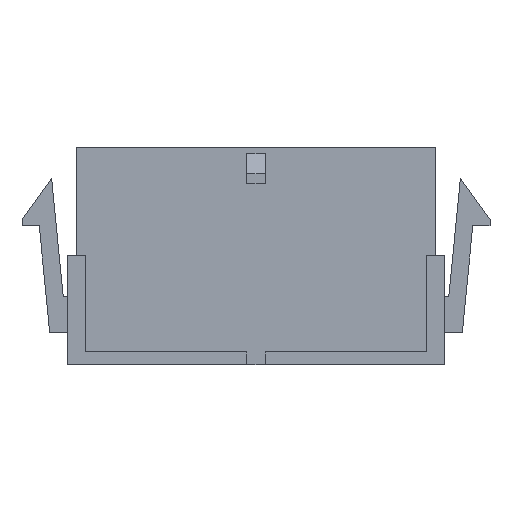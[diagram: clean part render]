
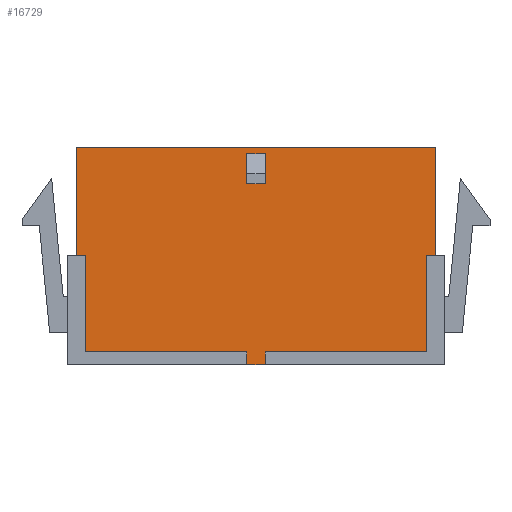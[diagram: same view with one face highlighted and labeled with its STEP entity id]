
A CAD part, front view. The second image highlights one B-rep face of the part: STEP entity #16729.
In plain terms, the highlighted planar face has unit normal (0, -1, 0).
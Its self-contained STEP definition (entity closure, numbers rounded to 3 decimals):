
#1512=ORIENTED_EDGE('',*,*,#6283,.T.);
#1513=ORIENTED_EDGE('',*,*,#6284,.T.);
#1514=ORIENTED_EDGE('',*,*,#6285,.F.);
#1515=ORIENTED_EDGE('',*,*,#6286,.F.);
#1516=ORIENTED_EDGE('',*,*,#6279,.T.);
#1517=ORIENTED_EDGE('',*,*,#5184,.T.);
#1518=ORIENTED_EDGE('',*,*,#6272,.F.);
#1519=ORIENTED_EDGE('',*,*,#6287,.F.);
#1520=ORIENTED_EDGE('',*,*,#6288,.T.);
#1521=ORIENTED_EDGE('',*,*,#6289,.T.);
#1522=ORIENTED_EDGE('',*,*,#6290,.T.);
#1523=ORIENTED_EDGE('',*,*,#6291,.F.);
#1524=ORIENTED_EDGE('',*,*,#6292,.F.);
#1525=ORIENTED_EDGE('',*,*,#6293,.F.);
#1526=ORIENTED_EDGE('',*,*,#6294,.T.);
#1527=ORIENTED_EDGE('',*,*,#6295,.T.);
#5184=EDGE_CURVE('',#7629,#7627,#9214,.T.);
#6272=EDGE_CURVE('',#8595,#7627,#10268,.T.);
#6279=EDGE_CURVE('',#8602,#7629,#10275,.T.);
#6283=EDGE_CURVE('',#8605,#8606,#10279,.T.);
#6284=EDGE_CURVE('',#8606,#8607,#10280,.T.);
#6285=EDGE_CURVE('',#8608,#8607,#10281,.T.);
#6286=EDGE_CURVE('',#8602,#8608,#10282,.T.);
#6287=EDGE_CURVE('',#8609,#8595,#10283,.T.);
#6288=EDGE_CURVE('',#8609,#8610,#10284,.T.);
#6289=EDGE_CURVE('',#8610,#8611,#10285,.T.);
#6290=EDGE_CURVE('',#8611,#8612,#10286,.T.);
#6291=EDGE_CURVE('',#8605,#8612,#10287,.T.);
#6292=EDGE_CURVE('',#8613,#8614,#10288,.T.);
#6293=EDGE_CURVE('',#8615,#8613,#10289,.T.);
#6294=EDGE_CURVE('',#8615,#8616,#10290,.T.);
#6295=EDGE_CURVE('',#8616,#8614,#10291,.T.);
#7627=VERTEX_POINT('',#23070);
#7629=VERTEX_POINT('',#23073);
#8595=VERTEX_POINT('',#25264);
#8602=VERTEX_POINT('',#25280);
#8605=VERTEX_POINT('',#25288);
#8606=VERTEX_POINT('',#25289);
#8607=VERTEX_POINT('',#25291);
#8608=VERTEX_POINT('',#25293);
#8609=VERTEX_POINT('',#25296);
#8610=VERTEX_POINT('',#25298);
#8611=VERTEX_POINT('',#25300);
#8612=VERTEX_POINT('',#25302);
#8613=VERTEX_POINT('',#25305);
#8614=VERTEX_POINT('',#25306);
#8615=VERTEX_POINT('',#25308);
#8616=VERTEX_POINT('',#25310);
#9214=LINE('',#23072,#11593);
#10268=LINE('',#25265,#12647);
#10275=LINE('',#25279,#12654);
#10279=LINE('',#25287,#12658);
#10280=LINE('',#25290,#12659);
#10281=LINE('',#25292,#12660);
#10282=LINE('',#25294,#12661);
#10283=LINE('',#25295,#12662);
#10284=LINE('',#25297,#12663);
#10285=LINE('',#25299,#12664);
#10286=LINE('',#25301,#12665);
#10287=LINE('',#25303,#12666);
#10288=LINE('',#25304,#12667);
#10289=LINE('',#25307,#12668);
#10290=LINE('',#25309,#12669);
#10291=LINE('',#25311,#12670);
#11593=VECTOR('',#18627,1000.);
#12647=VECTOR('',#20025,1000.);
#12654=VECTOR('',#20034,1000.);
#12658=VECTOR('',#20040,1000.);
#12659=VECTOR('',#20041,1000.);
#12660=VECTOR('',#20042,1000.);
#12661=VECTOR('',#20043,1000.);
#12662=VECTOR('',#20044,1000.);
#12663=VECTOR('',#20045,1000.);
#12664=VECTOR('',#20046,1000.);
#12665=VECTOR('',#20047,1000.);
#12666=VECTOR('',#20048,1000.);
#12667=VECTOR('',#20049,1000.);
#12668=VECTOR('',#20050,1000.);
#12669=VECTOR('',#20051,1000.);
#12670=VECTOR('',#20052,1000.);
#14010=EDGE_LOOP('',(#1512,#1513,#1514,#1515,#1516,#1517,#1518,#1519,#1520,
#1521,#1522,#1523));
#14011=EDGE_LOOP('',(#1524,#1525,#1526,#1527));
#14960=FACE_BOUND('',#14010,.T.);
#14961=FACE_BOUND('',#14011,.T.);
#15872=PLANE('',#17673);
#16729=ADVANCED_FACE('',(#14960,#14961),#15872,.T.);
#17673=AXIS2_PLACEMENT_3D('',#25286,#20038,#20039);
#18627=DIRECTION('',(-1.,0.,0.));
#20025=DIRECTION('',(0.,0.,1.));
#20034=DIRECTION('',(0.,0.,1.));
#20038=DIRECTION('',(0.,-1.,0.));
#20039=DIRECTION('',(0.,0.,-1.));
#20040=DIRECTION('',(0.,0.,1.));
#20041=DIRECTION('',(1.,0.,0.));
#20042=DIRECTION('',(0.,0.,-1.));
#20043=DIRECTION('',(-1.,0.,0.));
#20044=DIRECTION('',(-1.,0.,0.));
#20045=DIRECTION('',(0.,0.,-1.));
#20046=DIRECTION('',(1.,0.,0.));
#20047=DIRECTION('',(0.,0.,-1.));
#20048=DIRECTION('',(-1.,0.,0.));
#20049=DIRECTION('',(-1.,0.,0.));
#20050=DIRECTION('',(0.,0.,1.));
#20051=DIRECTION('',(-1.,0.,0.));
#20052=DIRECTION('',(0.,0.,1.));
#23070=CARTESIAN_POINT('',(-13.925,-3.425,8.45));
#23072=CARTESIAN_POINT('',(13.925,-3.425,8.45));
#23073=CARTESIAN_POINT('',(13.925,-3.425,8.45));
#25264=CARTESIAN_POINT('',(-13.925,-3.425,0.05));
#25265=CARTESIAN_POINT('',(-13.925,-3.425,-8.45));
#25279=CARTESIAN_POINT('',(13.925,-3.425,-8.45));
#25280=CARTESIAN_POINT('',(13.925,-3.425,0.05));
#25286=CARTESIAN_POINT('',(13.925,-3.425,-8.45));
#25287=CARTESIAN_POINT('',(0.7,-3.425,-8.45));
#25288=CARTESIAN_POINT('',(0.7,-3.425,-8.45));
#25289=CARTESIAN_POINT('',(0.7,-3.425,-7.45));
#25290=CARTESIAN_POINT('',(0.7,-3.425,-7.45));
#25291=CARTESIAN_POINT('',(13.275,-3.425,-7.45));
#25292=CARTESIAN_POINT('',(13.275,-3.425,0.05));
#25293=CARTESIAN_POINT('',(13.275,-3.425,0.05));
#25294=CARTESIAN_POINT('',(13.925,-3.425,0.05));
#25295=CARTESIAN_POINT('',(-13.275,-3.425,0.05));
#25296=CARTESIAN_POINT('',(-13.275,-3.425,0.05));
#25297=CARTESIAN_POINT('',(-13.275,-3.425,0.05));
#25298=CARTESIAN_POINT('',(-13.275,-3.425,-7.45));
#25299=CARTESIAN_POINT('',(-13.275,-3.425,-7.45));
#25300=CARTESIAN_POINT('',(-0.7,-3.425,-7.45));
#25301=CARTESIAN_POINT('',(-0.7,-3.425,-7.45));
#25302=CARTESIAN_POINT('',(-0.7,-3.425,-8.45));
#25303=CARTESIAN_POINT('',(13.925,-3.425,-8.45));
#25304=CARTESIAN_POINT('',(0.7,-3.425,7.95));
#25305=CARTESIAN_POINT('',(0.7,-3.425,7.95));
#25306=CARTESIAN_POINT('',(-0.7,-3.425,7.95));
#25307=CARTESIAN_POINT('',(0.7,-3.425,5.75));
#25308=CARTESIAN_POINT('',(0.7,-3.425,5.75));
#25309=CARTESIAN_POINT('',(0.7,-3.425,5.75));
#25310=CARTESIAN_POINT('',(-0.7,-3.425,5.75));
#25311=CARTESIAN_POINT('',(-0.7,-3.425,5.75));
